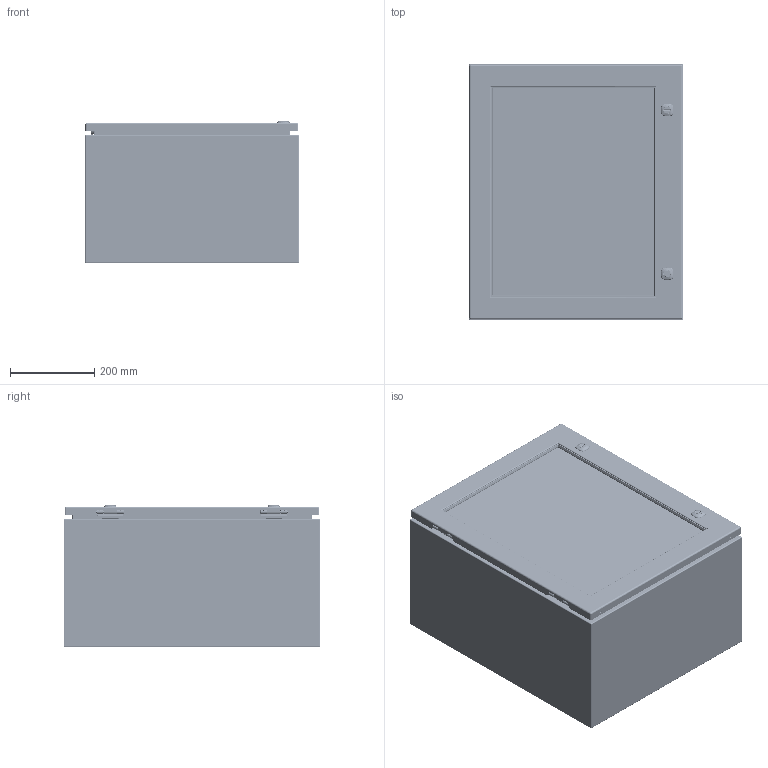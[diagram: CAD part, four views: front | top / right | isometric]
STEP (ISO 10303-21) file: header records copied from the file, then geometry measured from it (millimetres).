
FILE_DESCRIPTION(/* description */ ('5412ESW 24" x 20" x 12" Assembly'),/* implementation_level */ '2;1');
FILE_NAME(/* name */ '5412ESW242012.stp',/* time_stamp */ '2025-06-15T04:51:40-04:00',/* author */ ('BoxCad'),/* organization */ (''),/* preprocessor_version */ 'ST-DEVELOPER v20',/* originating_system */ 'Autodesk Inventor 2024',/* authorisation */ '');
FILE_SCHEMA (('AUTOMOTIVE_DESIGN { 1 0 10303 214 3 1 1 }'));
Products named in the file (58): 5412ESW242012; 5412ESW242012B; 5412ESW242012B-P; STK-Q-16005; STUD_M6 x 16mm; STK-S-00100; 5412ESW242012C; 5412ESW242012C-P; 5412ESW242012G; STK-K-09800-1; STK-K-09800-2; STK-Q-33014; STK-Q-90398; STK-Q-40095; STK-Q-63410; 5412ESW242012LX; 5412ESW242012LXG; 5412ESW242012_STK_G; STK-Q-16012; 5412ESW242012_STK-A-60703; STK-Q-60703-2; STK-Q-60703-1; STK-Q-60703-3; STK-Q-60703-4; STK-Q-60703-A; STK-Q-60703-B; STK-Q-60703-C; STK-Q-60701-1; STK-Q-60701-2; STK-Q-60701-3; STK-Q-60701-4; STK-Q-60701-17; STK-Q-60701-18; STK-Q-60701-19; STK-Q-60701-20; STK-Q-60701-A; STK-Q-60701-B; STK-Q-60701-C; STK-P-02400S; STK-K-12500 ...
Assembly tree (119 placements, depth 5):
  5412ESW242012
    5412ESW242012B
      5412ESW242012B-P
      STK-Q-16005  x4
      STK-P-02400S
      STUD_M6 x 16mm
      STK-S-00100
    5412ESW242012C
      5412ESW242012C-P
      5412ESW242012G
      STK-K-09800-1
        STK-Q-33014
        STK-Q-90398
        STK-Q-40095  x2
        STK-Q-63410  x2
      STK-K-09800-2
        STK-Q-33014
        STK-Q-90398
        STK-Q-40095  x2
        STK-Q-63410  x2
      5412ESW242012LX
      5412ESW242012LXG
      5412ESW242012_STK_G
      STK-Q-16012  x12
      5412ESW242012_STK-A-60703
        STK-Q-60703-2
          STK-Q-60703-A
          STK-Q-60703-B
          STK-Q-60703-C
        STK-Q-60703-1
          STK-Q-60703-A
          STK-Q-60703-B
          STK-Q-60703-C
        STK-Q-60703-3
          STK-Q-60703-A
          STK-Q-60703-B
          STK-Q-60703-C
        STK-Q-60703-4
          STK-Q-60703-A
          STK-Q-60703-B
          STK-Q-60703-C
      STK-Q-60701-1
        STK-Q-60701-A
        STK-Q-60701-B
        STK-Q-60701-C
      STK-Q-60701-2
        STK-Q-60701-A
        STK-Q-60701-B
        STK-Q-60701-C
      STK-Q-60701-3
        STK-Q-60701-A
        STK-Q-60701-B
        STK-Q-60701-C
      STK-Q-60701-4
        STK-Q-60701-A
        STK-Q-60701-B
        STK-Q-60701-C
      STK-Q-60701-17
        STK-Q-60701-A
        STK-Q-60701-B
Bounding box: 508.07 x 609.6 x 338.07 mm (x, y, z)
Volume: 4275156.1 mm3; surface area: 3865722.2 mm2
Topology: 101 solids, 101 shells, 15779 faces, 40942 edges, 25699 vertices
Faces by surface type: plane 6958, bspline 4076, cylinder 3499, torus 714, sphere 372, cone 160
Full cylindrical faces by diameter (mm): 0.75 x17, 0.762 x17, 1 x8, 1.1 x8, 3.2 x4, 4.4 x8, 4.521 x8, 4.75 x2, 4.85 x16, 4.95 x4, 5 x12, 5.1 x66, 5.156 x4, 5.6 x2, 5.9 x43, 6.65 x4, 6.85 x16, 6.894 x8, 7 x24, 7.3 x2, 7.366 x16, 7.9 x4, 8 x28, 8.382 x2, 9 x12, 9.5 x12, 9.6 x2, 9.906 x4, 10 x2, 12 x2
Entity records: 188063 total; most frequent: CARTESIAN_POINT 70070, ORIENTED_EDGE 25874, DIRECTION 20961, EDGE_CURVE 12937, VERTEX_POINT 8084, AXIS2_PLACEMENT_3D 7321, LINE 6319, VECTOR 6319
